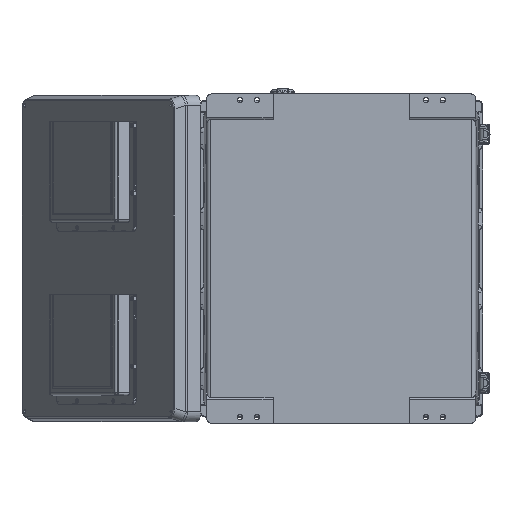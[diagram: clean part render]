
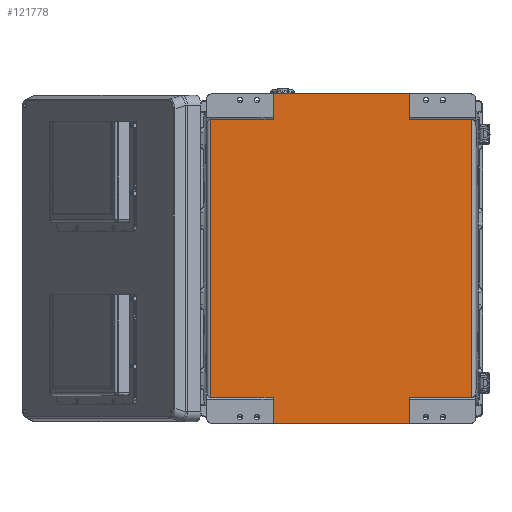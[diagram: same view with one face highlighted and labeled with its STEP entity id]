
A CAD part, front view. The second image highlights one B-rep face of the part: STEP entity #121778.
In plain terms, the highlighted planar face has unit normal (0, -1, 0).
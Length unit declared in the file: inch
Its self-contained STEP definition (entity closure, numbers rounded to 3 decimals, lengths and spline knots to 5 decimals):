
#69 = CARTESIAN_POINT ( 'NONE',  ( -4.03163, 0.05906, -19.48819 ) ) ;
#4033 = VERTEX_POINT ( 'NONE', #69 ) ;
#8679 = CARTESIAN_POINT ( 'NONE',  ( 4.03163, 0.05906, -1.51961 ) ) ;
#10823 = CARTESIAN_POINT ( 'NONE',  ( 7.73754, 0.05906, -17.96858 ) ) ;
#11284 = VERTEX_POINT ( 'NONE', #11938 ) ;
#11938 = CARTESIAN_POINT ( 'NONE',  ( -4.03163, 0.05906, -1.51961 ) ) ;
#12465 = LINE ( 'NONE', #110014, #31948 ) ;
#12643 = CARTESIAN_POINT ( 'NONE',  ( 8.11811, 0.05906, 0. ) ) ;
#14729 = DIRECTION ( 'NONE',  ( 0., 0., 1. ) ) ;
#15679 = CARTESIAN_POINT ( 'NONE',  ( -4.03163, 0.05906, -17.96858 ) ) ;
#18530 = ORIENTED_EDGE ( 'NONE', *, *, #89956, .F. ) ;
#19661 = LINE ( 'NONE', #47402, #78314 ) ;
#20015 = CARTESIAN_POINT ( 'NONE',  ( -4.03163, 0.05906, -20.34606 ) ) ;
#20770 = ORIENTED_EDGE ( 'NONE', *, *, #26594, .F. ) ;
#21215 = CARTESIAN_POINT ( 'NONE',  ( -7.73754, 0.05906, -17.96858 ) ) ;
#21296 = EDGE_CURVE ( 'NONE', #104202, #35354, #121602, .T. ) ;
#22612 = VERTEX_POINT ( 'NONE', #36788 ) ;
#23607 = DIRECTION ( 'NONE',  ( 1., 0., 0. ) ) ;
#24402 = CARTESIAN_POINT ( 'NONE',  ( 8.11811, 0.05906, -17.96858 ) ) ;
#25728 = DIRECTION ( 'NONE',  ( 0., 0., 1. ) ) ;
#25822 = DIRECTION ( 'NONE',  ( 0., 1., 0. ) ) ;
#26038 = CARTESIAN_POINT ( 'NONE',  ( 4.03163, 0.05906, -20.34606 ) ) ;
#26056 = CARTESIAN_POINT ( 'NONE',  ( 4.03163, 0.05906, -19.48819 ) ) ;
#26572 = VERTEX_POINT ( 'NONE', #26056 ) ;
#26594 = EDGE_CURVE ( 'NONE', #35354, #11284, #116721, .T. ) ;
#27569 = EDGE_CURVE ( 'NONE', #104202, #49253, #12465, .T. ) ;
#29753 = LINE ( 'NONE', #54322, #91554 ) ;
#31948 = VECTOR ( 'NONE', #23607, 39.37008 ) ;
#33568 = VECTOR ( 'NONE', #103341, 39.37008 ) ;
#34678 = CARTESIAN_POINT ( 'NONE',  ( 4.03163, 0.05906, 0.85787 ) ) ;
#35354 = VERTEX_POINT ( 'NONE', #57134 ) ;
#36347 = PLANE ( 'NONE',  #75988 ) ;
#36788 = CARTESIAN_POINT ( 'NONE',  ( -4.03163, 0.05906, 0. ) ) ;
#36948 = ORIENTED_EDGE ( 'NONE', *, *, #27569, .T. ) ;
#37820 = VECTOR ( 'NONE', #88761, 39.37008 ) ;
#41262 = CARTESIAN_POINT ( 'NONE',  ( 4.03163, 0.05906, 0. ) ) ;
#41421 = EDGE_CURVE ( 'NONE', #48657, #79835, #29753, .T. ) ;
#44457 = ORIENTED_EDGE ( 'NONE', *, *, #98142, .T. ) ;
#45127 = EDGE_CURVE ( 'NONE', #49253, #4033, #103603, .T. ) ;
#45415 = CARTESIAN_POINT ( 'NONE',  ( -8.11811, 0.05906, -1.51961 ) ) ;
#45596 = DIRECTION ( 'NONE',  ( 0., 0., 1. ) ) ;
#45998 = CARTESIAN_POINT ( 'NONE',  ( 8.11811, 0.05906, -19.48819 ) ) ;
#47402 = CARTESIAN_POINT ( 'NONE',  ( 8.11811, 0.05906, -1.51961 ) ) ;
#48657 = VERTEX_POINT ( 'NONE', #10823 ) ;
#49253 = VERTEX_POINT ( 'NONE', #15679 ) ;
#49648 = EDGE_CURVE ( 'NONE', #113925, #22612, #74893, .T. ) ;
#50280 = DIRECTION ( 'NONE',  ( 0., 0., -1. ) ) ;
#51387 = ORIENTED_EDGE ( 'NONE', *, *, #21296, .F. ) ;
#51676 = LINE ( 'NONE', #45998, #33568 ) ;
#52971 = DIRECTION ( 'NONE',  ( -1., 0., 0. ) ) ;
#54322 = CARTESIAN_POINT ( 'NONE',  ( 7.73754, 0.05906, -1.51961 ) ) ;
#54426 = EDGE_CURVE ( 'NONE', #79835, #60210, #19661, .T. ) ;
#57130 = VECTOR ( 'NONE', #63280, 39.37008 ) ;
#57134 = CARTESIAN_POINT ( 'NONE',  ( -7.73754, 0.05906, -1.51961 ) ) ;
#58752 = FACE_OUTER_BOUND ( 'NONE', #87682, .T. ) ;
#58893 = ORIENTED_EDGE ( 'NONE', *, *, #41421, .T. ) ;
#58903 = EDGE_CURVE ( 'NONE', #11284, #22612, #60397, .T. ) ;
#60210 = VERTEX_POINT ( 'NONE', #8679 ) ;
#60397 = LINE ( 'NONE', #77770, #37820 ) ;
#62560 = LINE ( 'NONE', #26038, #91252 ) ;
#63280 = DIRECTION ( 'NONE',  ( 0., 0., 1. ) ) ;
#64514 = CARTESIAN_POINT ( 'NONE',  ( 8.11811, 0.05906, -1.51961 ) ) ;
#69896 = ORIENTED_EDGE ( 'NONE', *, *, #58903, .F. ) ;
#74018 = DIRECTION ( 'NONE',  ( 1., 0., 0. ) ) ;
#74893 = LINE ( 'NONE', #12643, #90049 ) ;
#75988 = AXIS2_PLACEMENT_3D ( 'NONE', #64514, #25822, #45596 ) ;
#77770 = CARTESIAN_POINT ( 'NONE',  ( -4.03163, 0.05906, 0.85787 ) ) ;
#78314 = VECTOR ( 'NONE', #122932, 39.37008 ) ;
#78890 = VECTOR ( 'NONE', #74018, 39.37008 ) ;
#79327 = EDGE_CURVE ( 'NONE', #48657, #122558, #116955, .T. ) ;
#79835 = VERTEX_POINT ( 'NONE', #88956 ) ;
#82158 = VECTOR ( 'NONE', #52971, 39.37008 ) ;
#82828 = ORIENTED_EDGE ( 'NONE', *, *, #45127, .T. ) ;
#83886 = ORIENTED_EDGE ( 'NONE', *, *, #54426, .T. ) ;
#86121 = EDGE_CURVE ( 'NONE', #26572, #4033, #51676, .T. ) ;
#87682 = EDGE_LOOP ( 'NONE', ( #51387, #36948, #82828, #116516, #18530, #109007, #58893, #83886, #44457, #101206, #69896, #20770 ) ) ;
#88761 = DIRECTION ( 'NONE',  ( 0., 0., 1. ) ) ;
#88956 = CARTESIAN_POINT ( 'NONE',  ( 7.73754, 0.05906, -1.51961 ) ) ;
#89956 = EDGE_CURVE ( 'NONE', #122558, #26572, #62560, .T. ) ;
#90049 = VECTOR ( 'NONE', #100171, 39.37008 ) ;
#91252 = VECTOR ( 'NONE', #111650, 39.37008 ) ;
#91471 = VECTOR ( 'NONE', #50280, 39.37008 ) ;
#91554 = VECTOR ( 'NONE', #25728, 39.37008 ) ;
#95921 = VECTOR ( 'NONE', #14729, 39.37008 ) ;
#98142 = EDGE_CURVE ( 'NONE', #60210, #113925, #122091, .T. ) ;
#100171 = DIRECTION ( 'NONE',  ( -1., 0., 0. ) ) ;
#101206 = ORIENTED_EDGE ( 'NONE', *, *, #49648, .T. ) ;
#103341 = DIRECTION ( 'NONE',  ( -1., 0., 0. ) ) ;
#103603 = LINE ( 'NONE', #20015, #91471 ) ;
#104202 = VERTEX_POINT ( 'NONE', #21215 ) ;
#109007 = ORIENTED_EDGE ( 'NONE', *, *, #79327, .F. ) ;
#110014 = CARTESIAN_POINT ( 'NONE',  ( -8.11811, 0.05906, -17.96858 ) ) ;
#110823 = CARTESIAN_POINT ( 'NONE',  ( 4.03163, 0.05906, -17.96858 ) ) ;
#111181 = CARTESIAN_POINT ( 'NONE',  ( -7.73754, 0.05906, -1.51961 ) ) ;
#111650 = DIRECTION ( 'NONE',  ( 0., 0., -1. ) ) ;
#113925 = VERTEX_POINT ( 'NONE', #41262 ) ;
#116516 = ORIENTED_EDGE ( 'NONE', *, *, #86121, .F. ) ;
#116721 = LINE ( 'NONE', #45415, #78890 ) ;
#116955 = LINE ( 'NONE', #24402, #82158 ) ;
#121602 = LINE ( 'NONE', #111181, #95921 ) ;
#121778 = ADVANCED_FACE ( 'NONE', ( #58752 ), #36347, .F. ) ;
#122091 = LINE ( 'NONE', #34678, #57130 ) ;
#122558 = VERTEX_POINT ( 'NONE', #110823 ) ;
#122932 = DIRECTION ( 'NONE',  ( -1., 0., 0. ) ) ;
